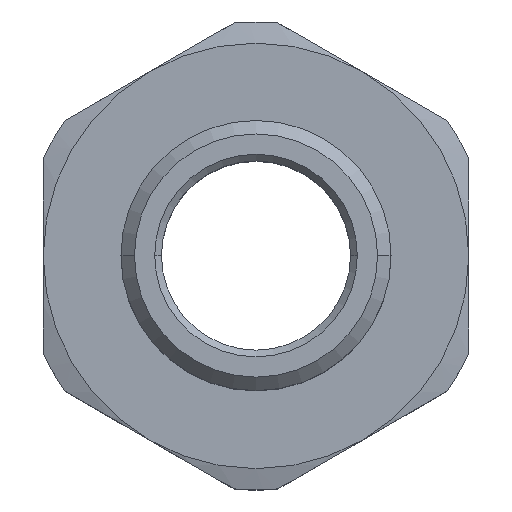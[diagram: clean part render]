
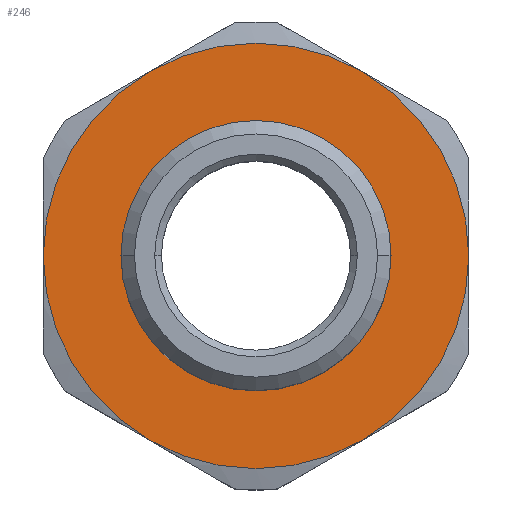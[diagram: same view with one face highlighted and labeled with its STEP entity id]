
A CAD part, top view. The second image highlights one B-rep face of the part: STEP entity #246.
In plain terms, the highlighted planar face has unit normal (0, 0, 1).
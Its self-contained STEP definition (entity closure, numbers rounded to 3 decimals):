
#16 = EDGE_LOOP ( 'NONE', ( #239, #649, #1093, #683, #1103, #535 ) ) ;
#30 = EDGE_LOOP ( 'NONE', ( #833, #1009 ) ) ;
#41 = CIRCLE ( 'NONE', #1095, 10. ) ;
#44 = AXIS2_PLACEMENT_3D ( 'NONE', #218, #961, #326 ) ;
#51 = CARTESIAN_POINT ( 'NONE',  ( 0., 10., 19.4 ) ) ;
#68 = CARTESIAN_POINT ( 'NONE',  ( 7.875, 13.64, 19.4 ) ) ;
#71 = DIRECTION ( 'NONE',  ( -1., 0., 0. ) ) ;
#94 = CIRCLE ( 'NONE', #636, 15.75 ) ;
#96 = EDGE_CURVE ( 'NONE', #336, #188, #1181, .T. ) ;
#104 = CIRCLE ( 'NONE', #44, 15.75 ) ;
#133 = AXIS2_PLACEMENT_3D ( 'NONE', #439, #1191, #549 ) ;
#140 = EDGE_CURVE ( 'NONE', #1190, #188, #573, .T. ) ;
#150 = VERTEX_POINT ( 'NONE', #1228 ) ;
#188 = VERTEX_POINT ( 'NONE', #272 ) ;
#218 = CARTESIAN_POINT ( 'NONE',  ( 0., 0., 19.4 ) ) ;
#239 = ORIENTED_EDGE ( 'NONE', *, *, #96, .F. ) ;
#246 = ADVANCED_FACE ( 'NONE', ( #853, #1327 ), #491, .F. ) ;
#272 = CARTESIAN_POINT ( 'NONE',  ( -7.875, 13.64, 19.4 ) ) ;
#279 = CARTESIAN_POINT ( 'NONE',  ( -15.75, 0., 19.4 ) ) ;
#326 = DIRECTION ( 'NONE',  ( -1., 0., 0. ) ) ;
#336 = VERTEX_POINT ( 'NONE', #279 ) ;
#368 = DIRECTION ( 'NONE',  ( 0., 0., 1. ) ) ;
#384 = EDGE_CURVE ( 'NONE', #336, #1199, #1319, .T. ) ;
#425 = CARTESIAN_POINT ( 'NONE',  ( 0., 0., 19.4 ) ) ;
#439 = CARTESIAN_POINT ( 'NONE',  ( 0., 0., 19.4 ) ) ;
#446 = VERTEX_POINT ( 'NONE', #935 ) ;
#449 = VERTEX_POINT ( 'NONE', #513 ) ;
#459 = DIRECTION ( 'NONE',  ( 0., 0., 1. ) ) ;
#466 = DIRECTION ( 'NONE',  ( 0., 0., -1. ) ) ;
#473 = AXIS2_PLACEMENT_3D ( 'NONE', #51, #1348, #706 ) ;
#475 = DIRECTION ( 'NONE',  ( 0., 0., 1. ) ) ;
#482 = CIRCLE ( 'NONE', #133, 10. ) ;
#491 = PLANE ( 'NONE',  #473 ) ;
#504 = CARTESIAN_POINT ( 'NONE',  ( -7.875, -13.64, 19.4 ) ) ;
#513 = CARTESIAN_POINT ( 'NONE',  ( 7.875, -13.64, 19.4 ) ) ;
#535 = ORIENTED_EDGE ( 'NONE', *, *, #140, .T. ) ;
#537 = DIRECTION ( 'NONE',  ( 0., 1., 0. ) ) ;
#549 = DIRECTION ( 'NONE',  ( 0., 1., 0. ) ) ;
#560 = EDGE_CURVE ( 'NONE', #805, #446, #41, .T. ) ;
#573 = CIRCLE ( 'NONE', #1359, 15.75 ) ;
#636 = AXIS2_PLACEMENT_3D ( 'NONE', #1100, #459, #1210 ) ;
#644 = EDGE_CURVE ( 'NONE', #446, #805, #482, .T. ) ;
#649 = ORIENTED_EDGE ( 'NONE', *, *, #384, .T. ) ;
#683 = ORIENTED_EDGE ( 'NONE', *, *, #1028, .T. ) ;
#706 = DIRECTION ( 'NONE',  ( -1., 0., 0. ) ) ;
#714 = DIRECTION ( 'NONE',  ( 0., 0., 1. ) ) ;
#743 = EDGE_CURVE ( 'NONE', #1199, #449, #94, .T. ) ;
#805 = VERTEX_POINT ( 'NONE', #891 ) ;
#833 = ORIENTED_EDGE ( 'NONE', *, *, #644, .T. ) ;
#853 = FACE_BOUND ( 'NONE', #30, .T. ) ;
#891 = CARTESIAN_POINT ( 'NONE',  ( 0., -10., 19.4 ) ) ;
#935 = CARTESIAN_POINT ( 'NONE',  ( 0., 10., 19.4 ) ) ;
#961 = DIRECTION ( 'NONE',  ( 0., 0., 1. ) ) ;
#979 = CIRCLE ( 'NONE', #1321, 15.75 ) ;
#1007 = CARTESIAN_POINT ( 'NONE',  ( 0., 0., 19.4 ) ) ;
#1009 = ORIENTED_EDGE ( 'NONE', *, *, #560, .T. ) ;
#1028 = EDGE_CURVE ( 'NONE', #449, #150, #979, .T. ) ;
#1075 = AXIS2_PLACEMENT_3D ( 'NONE', #1108, #466, #1216 ) ;
#1093 = ORIENTED_EDGE ( 'NONE', *, *, #743, .T. ) ;
#1095 = AXIS2_PLACEMENT_3D ( 'NONE', #425, #1179, #537 ) ;
#1100 = CARTESIAN_POINT ( 'NONE',  ( 0., 0., 19.4 ) ) ;
#1103 = ORIENTED_EDGE ( 'NONE', *, *, #1314, .T. ) ;
#1108 = CARTESIAN_POINT ( 'NONE',  ( 0., 0., 19.4 ) ) ;
#1116 = DIRECTION ( 'NONE',  ( -1., 0., 0. ) ) ;
#1118 = CARTESIAN_POINT ( 'NONE',  ( 0., 0., 19.4 ) ) ;
#1179 = DIRECTION ( 'NONE',  ( 0., 0., -1. ) ) ;
#1181 = CIRCLE ( 'NONE', #1075, 15.75 ) ;
#1190 = VERTEX_POINT ( 'NONE', #68 ) ;
#1191 = DIRECTION ( 'NONE',  ( 0., 0., -1. ) ) ;
#1199 = VERTEX_POINT ( 'NONE', #504 ) ;
#1210 = DIRECTION ( 'NONE',  ( -1., 0., 0. ) ) ;
#1216 = DIRECTION ( 'NONE',  ( -1., 0., 0. ) ) ;
#1228 = CARTESIAN_POINT ( 'NONE',  ( 15.75, 0., 19.4 ) ) ;
#1229 = DIRECTION ( 'NONE',  ( -1., 0., 0. ) ) ;
#1263 = AXIS2_PLACEMENT_3D ( 'NONE', #1355, #714, #71 ) ;
#1314 = EDGE_CURVE ( 'NONE', #150, #1190, #104, .T. ) ;
#1319 = CIRCLE ( 'NONE', #1263, 15.75 ) ;
#1321 = AXIS2_PLACEMENT_3D ( 'NONE', #1118, #475, #1229 ) ;
#1327 = FACE_OUTER_BOUND ( 'NONE', #16, .T. ) ;
#1348 = DIRECTION ( 'NONE',  ( 0., 0., -1. ) ) ;
#1355 = CARTESIAN_POINT ( 'NONE',  ( 0., 0., 19.4 ) ) ;
#1359 = AXIS2_PLACEMENT_3D ( 'NONE', #1007, #368, #1116 ) ;
